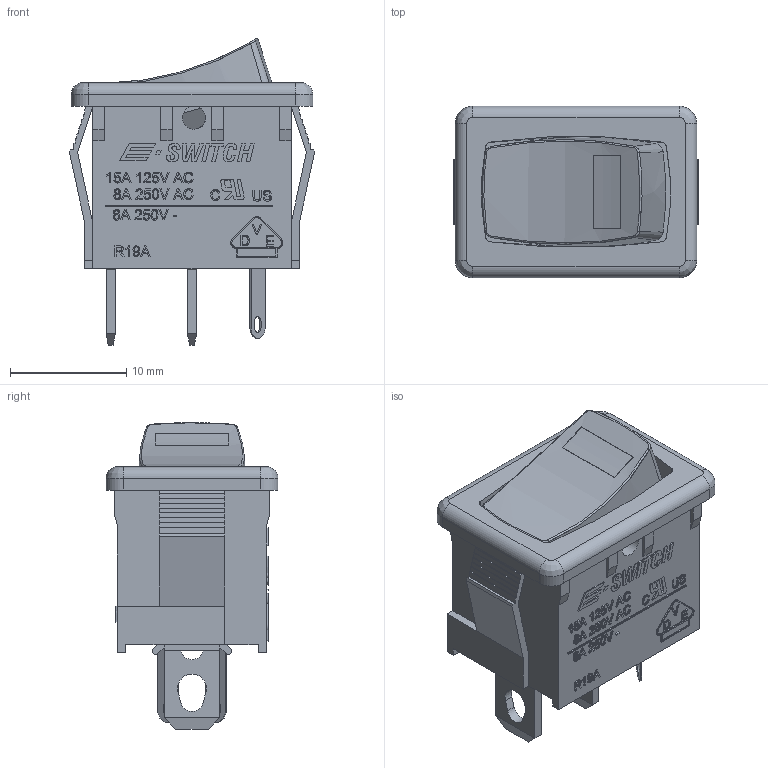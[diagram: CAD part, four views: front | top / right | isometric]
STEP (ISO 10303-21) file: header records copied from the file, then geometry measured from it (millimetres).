
FILE_DESCRIPTION((' '),'2;1');
FILE_NAME('R1966AxxxxxxEFxxx.stp','2017-07-28T08:48:35',(' '),(' '),' ','ACIS',' ');
FILE_SCHEMA(('CONFIG_CONTROL_DESIGN'));
Length unit declared in the file: inch
Products named in the file (1): R1966AxxxxxxEFxxx.stp
Bounding box: 21.1 x 14.8 x 26.4 mm (x, y, z)
Volume: 1923.1 mm3; surface area: 3625.9 mm2
Topology: 2 solids, 2 shells, 950 faces, 2572 edges, 1686 vertices
Faces by surface type: plane 582, bspline 295, cylinder 61, cone 12
Full cylindrical faces by diameter (mm): 2 x6
Entity records: 31963 total; most frequent: CARTESIAN_POINT 9832, ORIENTED_EDGE 5132, DIRECTION 3448, EDGE_CURVE 2566, VECTOR 1812, LINE 1812, VERTEX_POINT 1684, EDGE_LOOP 1048
